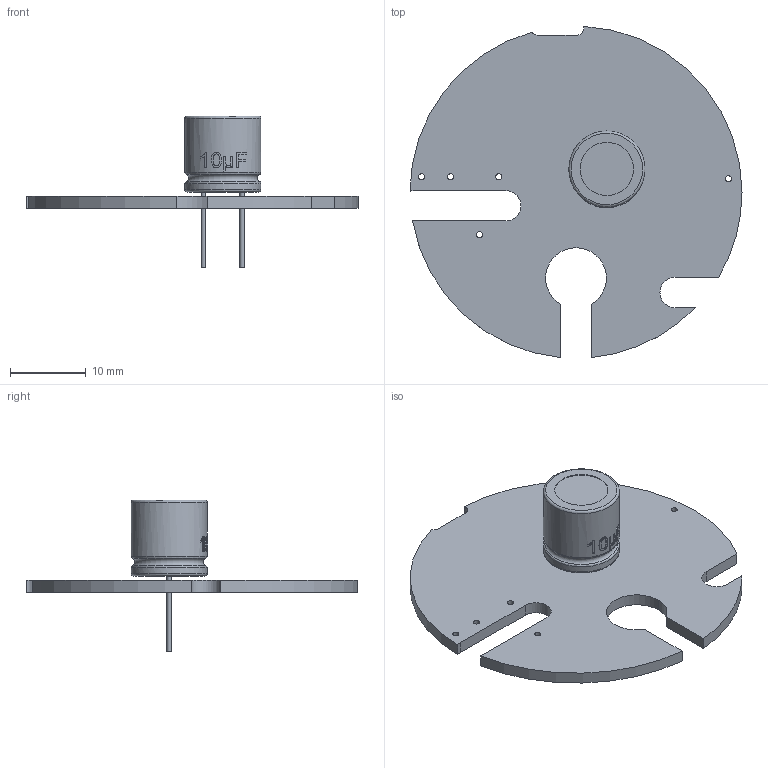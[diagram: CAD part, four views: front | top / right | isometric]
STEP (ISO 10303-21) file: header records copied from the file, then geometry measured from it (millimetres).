
FILE_DESCRIPTION(('KiCad electronic assembly'),'2;1');
FILE_NAME('Key_Hole-CAPtest.step','2023-07-06T11:30:16',('Pcbnew'),( 'Kicad'),'Open CASCADE STEP processor 7.6','KiCad to STEP converter' ,'Unknown');
FILE_SCHEMA(('AUTOMOTIVE_DESIGN { 1 0 10303 214 1 1 1 1 }'));
Length unit declared in the file: millimetre
Products named in the file (4): Key_Hole-CAPtest 1; Cap_10ÂµF; SOLID; Key_Hole PCB
Assembly tree (3 placements, depth 3):
  Key_Hole-CAPtest 1
    Cap_10ÂµF
      SOLID
    Key_Hole PCB
Bounding box: 43.7 x 43.58 x 20 mm (x, y, z)
Volume: 2907.7 mm3; surface area: 3539.2 mm2
Topology: 2 solids, 2 shells, 104 faces, 266 edges, 174 vertices
Faces by surface type: plane 41, cylinder 30, extrusion 28, torus 3, bspline 2
Full cylindrical faces by diameter (mm): 0.6 x2, 0.8 x7, 7.003 x1, 10 x2
Entity records: 10428 total; most frequent: CARTESIAN_POINT 5098, DIRECTION 846, ORIENTED_EDGE 532, PCURVE 532, DEFINITIONAL_REPRESENTATION 532, VECTOR 483, LINE 455, EDGE_CURVE 266
